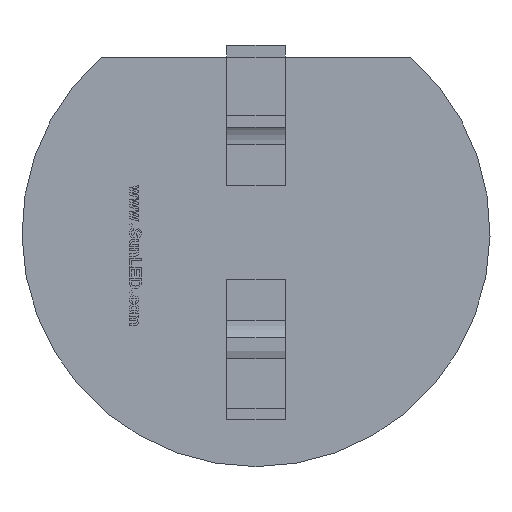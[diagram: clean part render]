
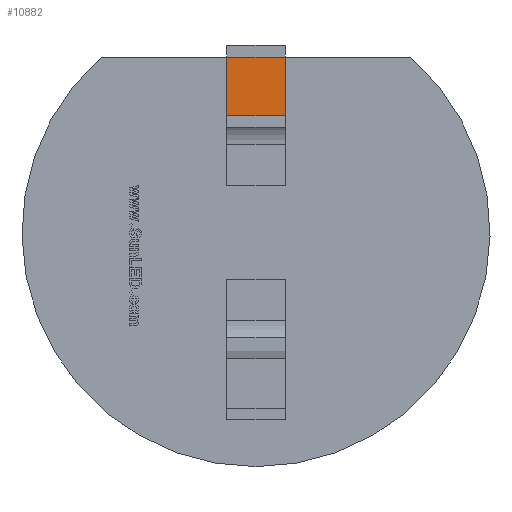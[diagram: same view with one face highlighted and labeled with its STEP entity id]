
A CAD part, front view. The second image highlights one B-rep face of the part: STEP entity #10882.
In plain terms, the highlighted planar face has unit normal (0, -1, 0).
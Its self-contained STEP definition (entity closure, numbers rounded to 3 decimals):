
#4210 = PLANE ( 'NONE',  #10685 ) ;
#4211 = CARTESIAN_POINT ( 'NONE',  ( 0.25, -26.5, -21.289 ) ) ;
#4212 = DIRECTION ( 'NONE',  ( 0., 1., 0. ) ) ;
#4213 = DIRECTION ( 'NONE',  ( 0., 0., 1. ) ) ;
#4345 = CARTESIAN_POINT ( 'NONE',  ( 0.25, -26.5, 1.5 ) ) ;
#4350 = CARTESIAN_POINT ( 'NONE',  ( 0.25, -26.5, 1. ) ) ;
#4356 = CARTESIAN_POINT ( 'NONE',  ( -0.25, -26.5, 1. ) ) ;
#4357 = CARTESIAN_POINT ( 'NONE',  ( -0.25, -26.5, 1.5 ) ) ;
#4811 = EDGE_CURVE ( 'NONE', #6338, #6344, #7720, .T. ) ;
#4812 = EDGE_CURVE ( 'NONE', #6345, #6344, #7726, .T. ) ;
#4813 = EDGE_CURVE ( 'NONE', #6333, #6338, #7730, .T. ) ;
#4816 = EDGE_CURVE ( 'NONE', #6333, #6345, #7742, .T. ) ;
#5201 = FACE_OUTER_BOUND ( 'NONE', #11657, .T. ) ;
#6333 = VERTEX_POINT ( 'NONE', #4345 ) ;
#6338 = VERTEX_POINT ( 'NONE', #4350 ) ;
#6344 = VERTEX_POINT ( 'NONE', #4356 ) ;
#6345 = VERTEX_POINT ( 'NONE', #4357 ) ;
#7720 = LINE ( 'NONE', #7722, #10762 ) ;
#7722 = CARTESIAN_POINT ( 'NONE',  ( 0.25, -26.5, 1. ) ) ;
#7724 = DIRECTION ( 'NONE',  ( -1., 0., 0. ) ) ;
#7726 = LINE ( 'NONE', #7728, #10763 ) ;
#7728 = CARTESIAN_POINT ( 'NONE',  ( -0.25, -26.5, -21.289 ) ) ;
#7729 = DIRECTION ( 'NONE',  ( 0., 0., -1. ) ) ;
#7730 = LINE ( 'NONE', #7732, #10764 ) ;
#7732 = CARTESIAN_POINT ( 'NONE',  ( 0.25, -26.5, -21.289 ) ) ;
#7733 = DIRECTION ( 'NONE',  ( 0., 0., -1. ) ) ;
#7742 = LINE ( 'NONE', #7743, #10767 ) ;
#7743 = CARTESIAN_POINT ( 'NONE',  ( 0.25, -26.5, 1.5 ) ) ;
#7745 = DIRECTION ( 'NONE',  ( -1., 0., 0. ) ) ;
#10685 = AXIS2_PLACEMENT_3D ( 'NONE', #4211, #4212, #4213 ) ;
#10762 = VECTOR ( 'NONE', #7724, 1000. ) ;
#10763 = VECTOR ( 'NONE', #7729, 1000. ) ;
#10764 = VECTOR ( 'NONE', #7733, 1000. ) ;
#10767 = VECTOR ( 'NONE', #7745, 1000. ) ;
#10882 = ADVANCED_FACE ( 'NONE', ( #5201 ), #4210, .F. ) ;
#11657 = EDGE_LOOP ( 'NONE', ( #11787, #11789, #11788, #11790 ) ) ;
#11787 = ORIENTED_EDGE ( 'NONE', *, *, #4812, .T. ) ;
#11788 = ORIENTED_EDGE ( 'NONE', *, *, #4813, .F. ) ;
#11789 = ORIENTED_EDGE ( 'NONE', *, *, #4811, .F. ) ;
#11790 = ORIENTED_EDGE ( 'NONE', *, *, #4816, .T. ) ;
